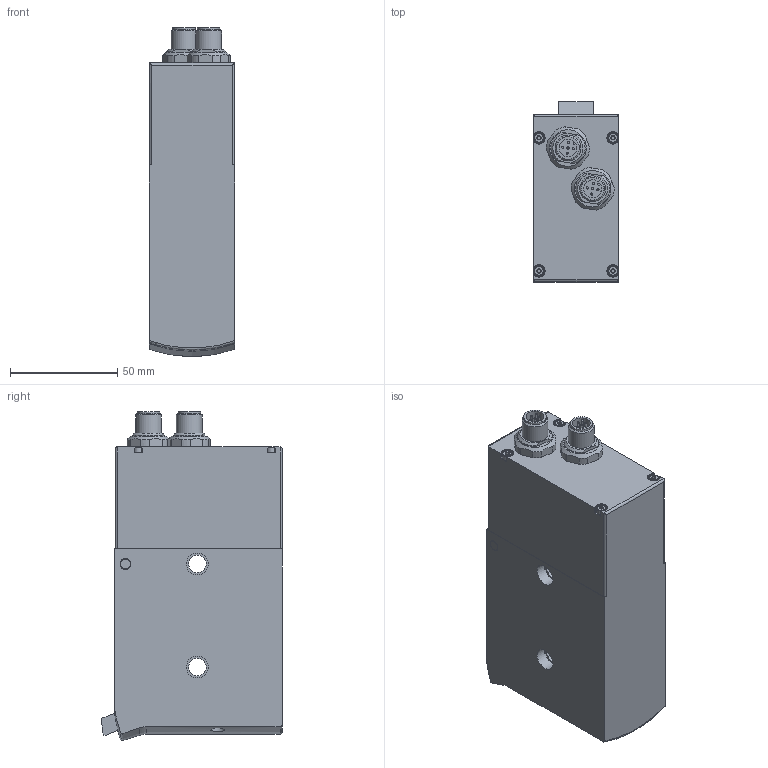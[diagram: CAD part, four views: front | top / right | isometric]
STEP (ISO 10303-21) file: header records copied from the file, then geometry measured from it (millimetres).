
FILE_DESCRIPTION(/* description */ ('STEP AP214'),/* implementation_level */ '2;1');
FILE_NAME(/* name */ '2942446_EFSD-50-PV-M12',/* time_stamp */ '2024-08-27T12:17:26+02:00',/* author */ ('License CC BY-ND 4.0'),/* organization */ ('CADENAS'),/* preprocessor_version */ 'ST-DEVELOPER v19.3',/* originating_system */ 'PARTsolutions',/* authorisation */ ' ');
FILE_SCHEMA (('AUTOMOTIVE_DESIGN {1 0 10303 214 3 1 1}'));
Length unit declared in the file: millimetre
Products named in the file (5): 2942446 EFSD-50-PV-M12---(1); 2942446 EFSD-50-PV-M12---(h); 2942446 EFSD-50-PV-M12---(g); 2942446 EFSD-50-PV-M12---(p); 2942446 EFSD-50-PV-M12---(s)
Assembly tree (4 placements, depth 2):
  2942446 EFSD-50-PV-M12---(1)
    2942446 EFSD-50-PV-M12---(h)
    2942446 EFSD-50-PV-M12---(g)
    2942446 EFSD-50-PV-M12---(p)
    2942446 EFSD-50-PV-M12---(s)
Bounding box: 40 x 83.99 x 153.2 mm (x, y, z)
Volume: 365844.8 mm3; surface area: 72427.7 mm2
Topology: 4 solids, 4 shells, 379 faces, 940 edges, 625 vertices
Faces by surface type: plane 186, cylinder 153, cone 20, torus 20
Full cylindrical faces by diameter (mm): 1 x10, 3.2 x3, 4 x5, 4.5 x4, 4.8 x1, 5 x4, 5.5 x3, 6.4 x2, 7 x2, 8.2 x2, 8.3 x2, 10 x2, 10.2 x4, 10.5 x2, 12 x2, 26 x2
Entity records: 13433 total; most frequent: CARTESIAN_POINT 2273, DIRECTION 1800, ORIENTED_EDGE 1682, EDGE_CURVE 841, AXIS2_PLACEMENT_3D 679, VERTEX_POINT 600, EDGE_LOOP 525, FACE_BOUND 525
